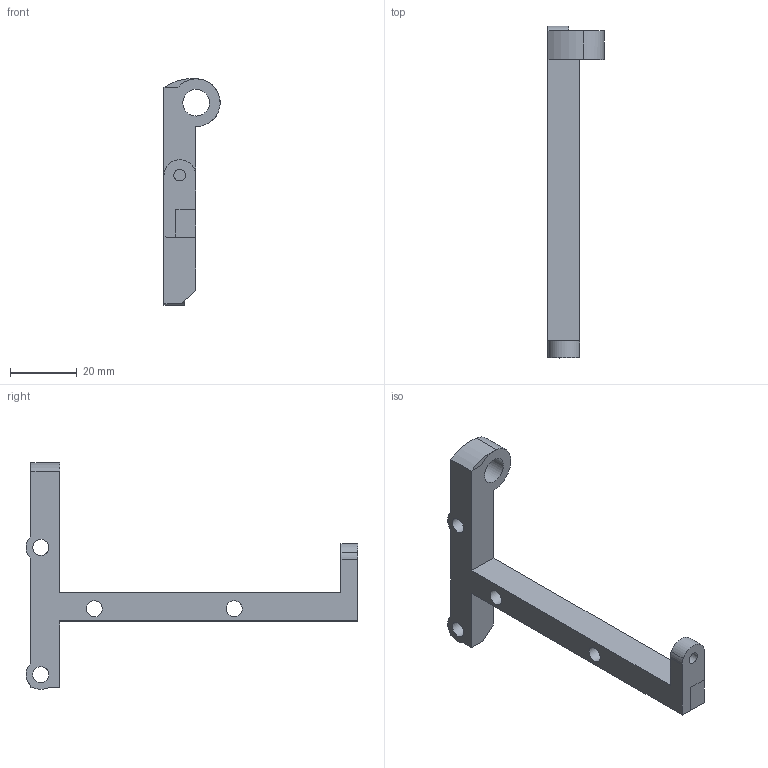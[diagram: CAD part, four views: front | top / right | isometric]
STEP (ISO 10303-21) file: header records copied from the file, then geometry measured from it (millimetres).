
FILE_DESCRIPTION(/* description */ (''),/* implementation_level */ '2;1');
FILE_NAME(/* name */ 'Electronics Mount - Main Body Right v1.step',/* time_stamp */ '2022-04-06T19:43:31-04:00',/* author */ (''),/* organization */ (''),/* preprocessor_version */ 'ST-DEVELOPER v18.1',/* originating_system */ 'Autodesk Translation Framework v10.14.0.1471',/* authorisation */ '');
FILE_SCHEMA (('AUTOMOTIVE_DESIGN { 1 0 10303 214 3 1 1 }'));
Length unit declared in the file: inch
Products named in the file (1): Electronics Mount - Main Body Right
Bounding box: 16.79 x 99.45 x 68 mm (x, y, z)
Volume: 12779.3 mm3; surface area: 6964 mm2
Topology: 1 solids, 1 shells, 33 faces, 95 edges, 63 vertices
Faces by surface type: plane 21, cylinder 12
Full cylindrical faces by diameter (mm): 3.505 x1, 4.826 x4, 8 x1
Entity records: 1159 total; most frequent: DIRECTION 195, CARTESIAN_POINT 192, ORIENTED_EDGE 190, EDGE_CURVE 95, AXIS2_PLACEMENT_3D 66, LINE 63, VECTOR 63, VERTEX_POINT 63
